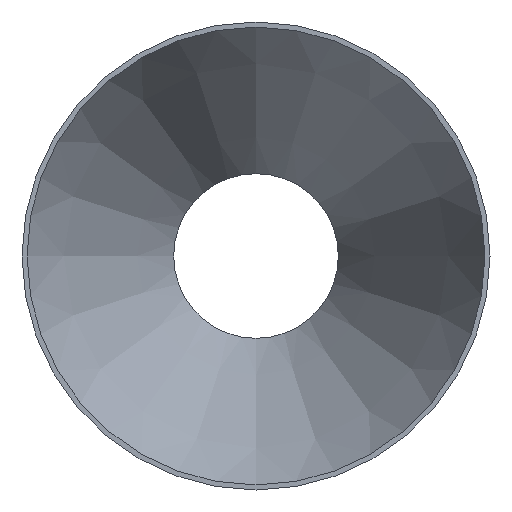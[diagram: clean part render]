
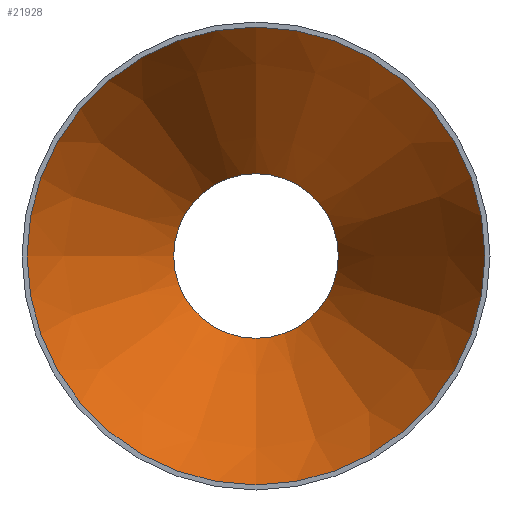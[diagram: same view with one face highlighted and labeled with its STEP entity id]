
A CAD part, front view. The second image highlights one B-rep face of the part: STEP entity #21928.
In plain terms, the highlighted conical face has half-angle 25.275 degrees and reference radius 149.682 mm.
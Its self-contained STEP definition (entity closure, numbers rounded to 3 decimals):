
#1731 = DIRECTION ( 'NONE',  ( 0., 0., -1. ) ) ;
#2519 = AXIS2_PLACEMENT_3D ( 'NONE', #22907, #32031, #17897 ) ;
#2713 = EDGE_LOOP ( 'NONE', ( #23796 ) ) ;
#3138 = ORIENTED_EDGE ( 'NONE', *, *, #19506, .T. ) ;
#6007 = CARTESIAN_POINT ( 'NONE',  ( 0., 203., -53.832 ) ) ;
#7808 = CIRCLE ( 'NONE', #33349, 53.832 ) ;
#9352 = FACE_OUTER_BOUND ( 'NONE', #33215, .T. ) ;
#10254 = CONICAL_SURFACE ( 'NONE', #2519, 149.682, 0.441 ) ;
#11397 = AXIS2_PLACEMENT_3D ( 'NONE', #15058, #31978, #26378 ) ;
#15058 = CARTESIAN_POINT ( 'NONE',  ( 0., 0., 0. ) ) ;
#16979 = VERTEX_POINT ( 'NONE', #25345 ) ;
#17897 = DIRECTION ( 'NONE',  ( 0., 0., -1. ) ) ;
#19506 = EDGE_CURVE ( 'NONE', #16979, #16979, #23257, .T. ) ;
#19579 = VERTEX_POINT ( 'NONE', #6007 ) ;
#20133 = FACE_BOUND ( 'NONE', #2713, .T. ) ;
#21928 = ADVANCED_FACE ( 'NONE', ( #20133, #9352 ), #10254, .F. ) ;
#22907 = CARTESIAN_POINT ( 'NONE',  ( 0., 0., 0. ) ) ;
#23257 = CIRCLE ( 'NONE', #11397, 149.682 ) ;
#23297 = EDGE_CURVE ( 'NONE', #19579, #19579, #7808, .T. ) ;
#23796 = ORIENTED_EDGE ( 'NONE', *, *, #23297, .F. ) ;
#25345 = CARTESIAN_POINT ( 'NONE',  ( 0., 0., -149.682 ) ) ;
#26378 = DIRECTION ( 'NONE',  ( 0., 0., -1. ) ) ;
#27213 = DIRECTION ( 'NONE',  ( 0., -1., 0. ) ) ;
#29626 = CARTESIAN_POINT ( 'NONE',  ( 0., 203., 0. ) ) ;
#31978 = DIRECTION ( 'NONE',  ( 0., -1., 0. ) ) ;
#32031 = DIRECTION ( 'NONE',  ( 0., -1., 0. ) ) ;
#33215 = EDGE_LOOP ( 'NONE', ( #3138 ) ) ;
#33349 = AXIS2_PLACEMENT_3D ( 'NONE', #29626, #27213, #1731 ) ;
